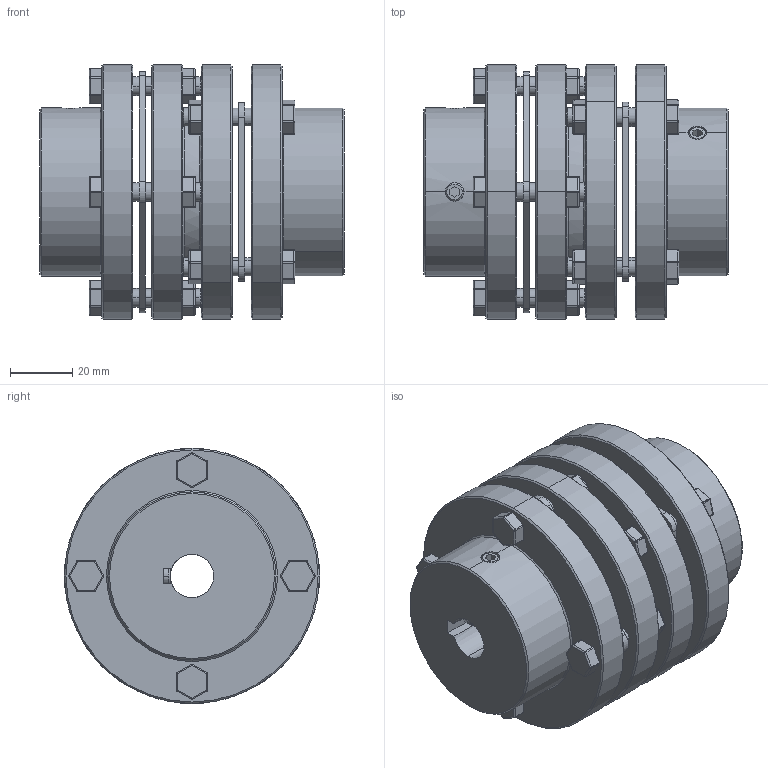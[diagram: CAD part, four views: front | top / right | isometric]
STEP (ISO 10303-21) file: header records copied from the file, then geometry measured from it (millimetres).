
FILE_DESCRIPTION (( 'STEP AP203' ), '1' );
FILE_NAME ('CL11-82k_Double.step', '2011-08-10T07:16:47', ( '' ), ( '' ), 'SwSTEP 2.0', 'SolidWorks 2010', '' );
FILE_SCHEMA (( 'CONFIG_CONTROL_DESIGN' ));
Length unit declared in the file: millimetre
Products named in the file (1): CL11-82k_Double
Bounding box: 98 x 82 x 82 mm (x, y, z)
Volume: 321523.6 mm3; surface area: 73277.5 mm2
Topology: 1 solids, 1 shells, 652 faces, 1536 edges, 888 vertices
Faces by surface type: cylinder 314, plane 182, sphere 96, cone 60
Entity records: 18725 total; most frequent: CARTESIAN_POINT 3465, DIRECTION 3454, ORIENTED_EDGE 2976, EDGE_CURVE 1488, AXIS2_PLACEMENT_3D 1329, VERTEX_POINT 872, VECTOR 796, LINE 796
